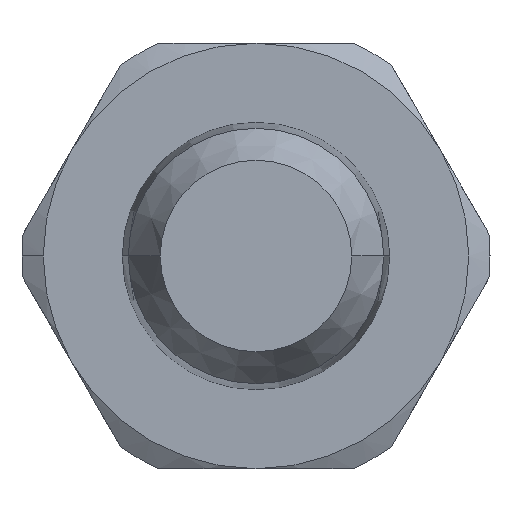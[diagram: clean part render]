
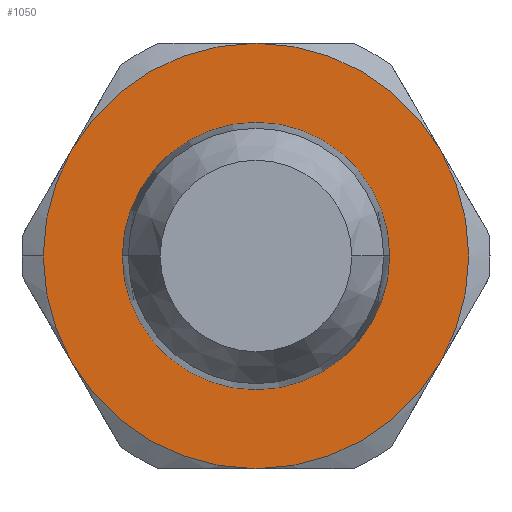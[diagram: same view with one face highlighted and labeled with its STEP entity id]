
A CAD part, front view. The second image highlights one B-rep face of the part: STEP entity #1050.
In plain terms, the highlighted planar face has unit normal (0, -1, 0).
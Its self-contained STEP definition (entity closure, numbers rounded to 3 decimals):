
#246 = EDGE_CURVE ( 'NONE', #8871, #8870, #3739, .T. ) ;
#1050 = ADVANCED_FACE ( 'NONE', ( #7114, #7115 ), #7480, .T. ) ;
#2668 = EDGE_CURVE ( 'NONE', #8870, #8871, #8340, .T. ) ;
#2681 = EDGE_CURVE ( 'NONE', #8879, #8882, #8358, .T. ) ;
#2726 = EDGE_CURVE ( 'NONE', #8898, #8910, #8409, .T. ) ;
#2732 = EDGE_CURVE ( 'NONE', #8914, #8898, #8412, .T. ) ;
#2734 = EDGE_CURVE ( 'NONE', #8910, #8916, #8410, .T. ) ;
#2738 = EDGE_CURVE ( 'NONE', #8916, #8879, #8413, .T. ) ;
#2741 = EDGE_CURVE ( 'NONE', #8882, #8909, #8418, .T. ) ;
#2745 = EDGE_CURVE ( 'NONE', #8909, #8914, #8415, .T. ) ;
#3096 = AXIS2_PLACEMENT_3D ( 'NONE', #4178, #4179, #4180 ) ;
#3261 = EDGE_LOOP ( 'NONE', ( #3487, #3488, #3489, #3490, #3491, #3492, #3493 ) ) ;
#3263 = EDGE_LOOP ( 'NONE', ( #3485, #3486 ) ) ;
#3485 = ORIENTED_EDGE ( 'NONE', *, *, #2668, .T. ) ;
#3486 = ORIENTED_EDGE ( 'NONE', *, *, #246, .T. ) ;
#3487 = ORIENTED_EDGE ( 'NONE', *, *, #2745, .F. ) ;
#3488 = ORIENTED_EDGE ( 'NONE', *, *, #2741, .F. ) ;
#3489 = ORIENTED_EDGE ( 'NONE', *, *, #2681, .F. ) ;
#3490 = ORIENTED_EDGE ( 'NONE', *, *, #2738, .F. ) ;
#3491 = ORIENTED_EDGE ( 'NONE', *, *, #2734, .F. ) ;
#3492 = ORIENTED_EDGE ( 'NONE', *, *, #2726, .F. ) ;
#3493 = ORIENTED_EDGE ( 'NONE', *, *, #2732, .F. ) ;
#3739 = CIRCLE ( 'NONE', #3096, 3.142 ) ;
#4178 = CARTESIAN_POINT ( 'NONE',  ( 0., -4.25, 0. ) ) ;
#4179 = DIRECTION ( 'NONE',  ( 0., 1., 0. ) ) ;
#4180 = DIRECTION ( 'NONE',  ( -1., 0., 0. ) ) ;
#6865 = AXIS2_PLACEMENT_3D ( 'NONE', #7487, #7488, #7489 ) ;
#6980 = AXIS2_PLACEMENT_3D ( 'NONE', #9856, #9857, #9858 ) ;
#6986 = AXIS2_PLACEMENT_3D ( 'NONE', #9891, #9892, #9893 ) ;
#7002 = AXIS2_PLACEMENT_3D ( 'NONE', #9989, #9990, #9991 ) ;
#7005 = AXIS2_PLACEMENT_3D ( 'NONE', #10016, #10017, #10018 ) ;
#7006 = AXIS2_PLACEMENT_3D ( 'NONE', #10023, #10024, #10025 ) ;
#7008 = AXIS2_PLACEMENT_3D ( 'NONE', #10042, #10043, #10044 ) ;
#7010 = AXIS2_PLACEMENT_3D ( 'NONE', #10053, #10054, #10055 ) ;
#7012 = AXIS2_PLACEMENT_3D ( 'NONE', #10070, #10071, #10072 ) ;
#7114 = FACE_BOUND ( 'NONE', #3263, .T. ) ;
#7115 = FACE_OUTER_BOUND ( 'NONE', #3261, .T. ) ;
#7480 = PLANE ( 'NONE',  #6865 ) ;
#7487 = CARTESIAN_POINT ( 'NONE',  ( 3.142, -4.25, 0. ) ) ;
#7488 = DIRECTION ( 'NONE',  ( 0., -1., 0. ) ) ;
#7489 = DIRECTION ( 'NONE',  ( 1., 0., 0. ) ) ;
#8340 = CIRCLE ( 'NONE', #6980, 3.142 ) ;
#8358 = CIRCLE ( 'NONE', #6986, 5. ) ;
#8409 = CIRCLE ( 'NONE', #7002, 5. ) ;
#8410 = CIRCLE ( 'NONE', #7006, 5. ) ;
#8412 = CIRCLE ( 'NONE', #7005, 5. ) ;
#8413 = CIRCLE ( 'NONE', #7008, 5. ) ;
#8415 = CIRCLE ( 'NONE', #7012, 5. ) ;
#8418 = CIRCLE ( 'NONE', #7010, 5. ) ;
#8870 = VERTEX_POINT ( 'NONE', #10247 ) ;
#8871 = VERTEX_POINT ( 'NONE', #10248 ) ;
#8879 = VERTEX_POINT ( 'NONE', #10256 ) ;
#8882 = VERTEX_POINT ( 'NONE', #10259 ) ;
#8898 = VERTEX_POINT ( 'NONE', #10275 ) ;
#8909 = VERTEX_POINT ( 'NONE', #10286 ) ;
#8910 = VERTEX_POINT ( 'NONE', #10287 ) ;
#8914 = VERTEX_POINT ( 'NONE', #10291 ) ;
#8916 = VERTEX_POINT ( 'NONE', #10293 ) ;
#9856 = CARTESIAN_POINT ( 'NONE',  ( 0., -4.25, 0. ) ) ;
#9857 = DIRECTION ( 'NONE',  ( 0., 1., 0. ) ) ;
#9858 = DIRECTION ( 'NONE',  ( -1., 0., 0. ) ) ;
#9891 = CARTESIAN_POINT ( 'NONE',  ( 0., -4.25, 0. ) ) ;
#9892 = DIRECTION ( 'NONE',  ( 0., 1., 0. ) ) ;
#9893 = DIRECTION ( 'NONE',  ( -1., 0., 0. ) ) ;
#9989 = CARTESIAN_POINT ( 'NONE',  ( 0., -4.25, 0. ) ) ;
#9990 = DIRECTION ( 'NONE',  ( 0., 1., 0. ) ) ;
#9991 = DIRECTION ( 'NONE',  ( -1., 0., 0. ) ) ;
#10016 = CARTESIAN_POINT ( 'NONE',  ( 0., -4.25, 0. ) ) ;
#10017 = DIRECTION ( 'NONE',  ( 0., 1., 0. ) ) ;
#10018 = DIRECTION ( 'NONE',  ( -1., 0., 0. ) ) ;
#10023 = CARTESIAN_POINT ( 'NONE',  ( 0., -4.25, 0. ) ) ;
#10024 = DIRECTION ( 'NONE',  ( 0., 1., 0. ) ) ;
#10025 = DIRECTION ( 'NONE',  ( -1., 0., 0. ) ) ;
#10042 = CARTESIAN_POINT ( 'NONE',  ( 0., -4.25, 0. ) ) ;
#10043 = DIRECTION ( 'NONE',  ( 0., 1., 0. ) ) ;
#10044 = DIRECTION ( 'NONE',  ( -1., 0., 0. ) ) ;
#10053 = CARTESIAN_POINT ( 'NONE',  ( 0., -4.25, 0. ) ) ;
#10054 = DIRECTION ( 'NONE',  ( 0., 1., 0. ) ) ;
#10055 = DIRECTION ( 'NONE',  ( -1., 0., 0. ) ) ;
#10070 = CARTESIAN_POINT ( 'NONE',  ( 0., -4.25, 0. ) ) ;
#10071 = DIRECTION ( 'NONE',  ( 0., 1., 0. ) ) ;
#10072 = DIRECTION ( 'NONE',  ( -1., 0., 0. ) ) ;
#10247 = CARTESIAN_POINT ( 'NONE',  ( -3.142, -4.25, 0. ) ) ;
#10248 = CARTESIAN_POINT ( 'NONE',  ( 3.142, -4.25, 0. ) ) ;
#10256 = CARTESIAN_POINT ( 'NONE',  ( -4.33, -4.25, -2.5 ) ) ;
#10259 = CARTESIAN_POINT ( 'NONE',  ( -5., -4.25, 0. ) ) ;
#10275 = CARTESIAN_POINT ( 'NONE',  ( 4.33, -4.25, 2.5 ) ) ;
#10286 = CARTESIAN_POINT ( 'NONE',  ( -4.33, -4.25, 2.5 ) ) ;
#10287 = CARTESIAN_POINT ( 'NONE',  ( 4.33, -4.25, -2.5 ) ) ;
#10291 = CARTESIAN_POINT ( 'NONE',  ( 0., -4.25, 5. ) ) ;
#10293 = CARTESIAN_POINT ( 'NONE',  ( 0., -4.25, -5. ) ) ;
